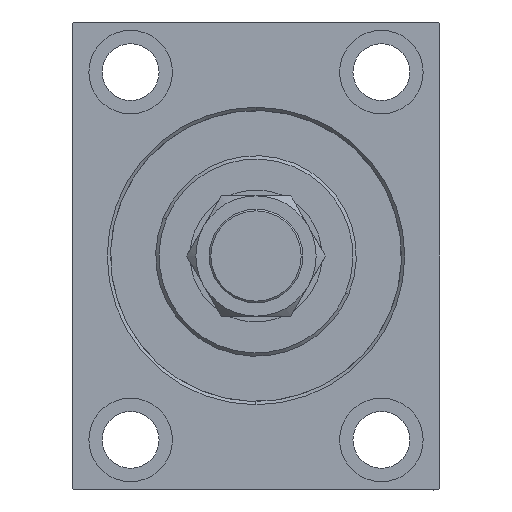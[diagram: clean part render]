
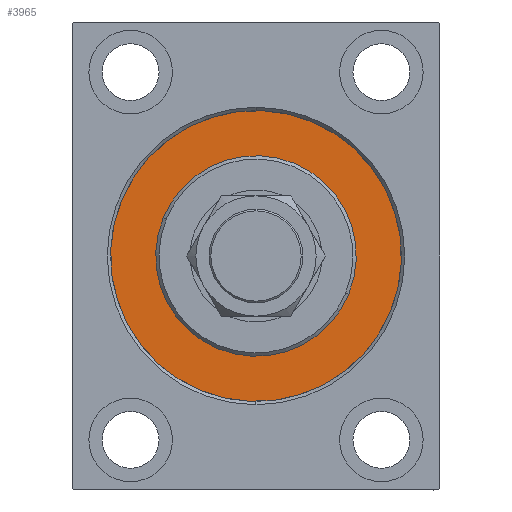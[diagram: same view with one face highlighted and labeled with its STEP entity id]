
A CAD part, left-side view. The second image highlights one B-rep face of the part: STEP entity #3965.
In plain terms, the highlighted face is planar.
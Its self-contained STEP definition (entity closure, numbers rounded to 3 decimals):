
#1822 = VERTEX_POINT ( 'NONE', #26128 ) ;
#3716 = DIRECTION ( 'NONE',  ( 1., 0., 0. ) ) ;
#3965 = ADVANCED_FACE ( 'NONE', ( #28471, #39974 ), #4299, .F. ) ;
#4299 = PLANE ( 'NONE',  #18037 ) ;
#4661 = CARTESIAN_POINT ( 'NONE',  ( 0., 0., -30. ) ) ;
#5728 = AXIS2_PLACEMENT_3D ( 'NONE', #30894, #3716, #27667 ) ;
#8569 = CIRCLE ( 'NONE', #34294, 43.5 ) ;
#8710 = ORIENTED_EDGE ( 'NONE', *, *, #14046, .F. ) ;
#12346 = CIRCLE ( 'NONE', #5728, 30. ) ;
#12818 = DIRECTION ( 'NONE',  ( -1., 0., 0. ) ) ;
#13477 = ORIENTED_EDGE ( 'NONE', *, *, #22259, .F. ) ;
#13850 = DIRECTION ( 'NONE',  ( 0., 0., 1. ) ) ;
#14046 = EDGE_CURVE ( 'NONE', #25277, #1822, #8569, .T. ) ;
#14505 = EDGE_LOOP ( 'NONE', ( #13477, #8710 ) ) ;
#14670 = CARTESIAN_POINT ( 'NONE',  ( 0., 0., 0. ) ) ;
#14899 = DIRECTION ( 'NONE',  ( -1., 0., 0. ) ) ;
#14913 = CARTESIAN_POINT ( 'NONE',  ( 0., 0., 0. ) ) ;
#16692 = ORIENTED_EDGE ( 'NONE', *, *, #22174, .F. ) ;
#18037 = AXIS2_PLACEMENT_3D ( 'NONE', #14670, #14899, #25011 ) ;
#18606 = VERTEX_POINT ( 'NONE', #36892 ) ;
#18750 = EDGE_CURVE ( 'NONE', #18606, #42737, #12346, .T. ) ;
#22003 = CIRCLE ( 'NONE', #41842, 43.5 ) ;
#22174 = EDGE_CURVE ( 'NONE', #42737, #18606, #36721, .T. ) ;
#22259 = EDGE_CURVE ( 'NONE', #1822, #25277, #22003, .T. ) ;
#23385 = CARTESIAN_POINT ( 'NONE',  ( 0., 0., 0. ) ) ;
#24426 = DIRECTION ( 'NONE',  ( -1., 0., 0. ) ) ;
#25011 = DIRECTION ( 'NONE',  ( 0., 0., 1. ) ) ;
#25252 = DIRECTION ( 'NONE',  ( 0., 0., -1. ) ) ;
#25277 = VERTEX_POINT ( 'NONE', #33742 ) ;
#26128 = CARTESIAN_POINT ( 'NONE',  ( 0., 0., -43.5 ) ) ;
#27667 = DIRECTION ( 'NONE',  ( 0., 0., -1. ) ) ;
#27888 = CARTESIAN_POINT ( 'NONE',  ( 0., 0., 0. ) ) ;
#28471 = FACE_BOUND ( 'NONE', #44015, .T. ) ;
#30297 = DIRECTION ( 'NONE',  ( 0., 0., 1. ) ) ;
#30894 = CARTESIAN_POINT ( 'NONE',  ( 0., 0., 0. ) ) ;
#31555 = AXIS2_PLACEMENT_3D ( 'NONE', #14913, #39987, #25252 ) ;
#33742 = CARTESIAN_POINT ( 'NONE',  ( 0., 0., 43.5 ) ) ;
#34294 = AXIS2_PLACEMENT_3D ( 'NONE', #27888, #24426, #13850 ) ;
#36721 = CIRCLE ( 'NONE', #31555, 30. ) ;
#36892 = CARTESIAN_POINT ( 'NONE',  ( 0., 0., 30. ) ) ;
#39974 = FACE_OUTER_BOUND ( 'NONE', #14505, .T. ) ;
#39987 = DIRECTION ( 'NONE',  ( 1., 0., 0. ) ) ;
#41842 = AXIS2_PLACEMENT_3D ( 'NONE', #23385, #12818, #30297 ) ;
#42737 = VERTEX_POINT ( 'NONE', #4661 ) ;
#43197 = ORIENTED_EDGE ( 'NONE', *, *, #18750, .F. ) ;
#44015 = EDGE_LOOP ( 'NONE', ( #43197, #16692 ) ) ;
